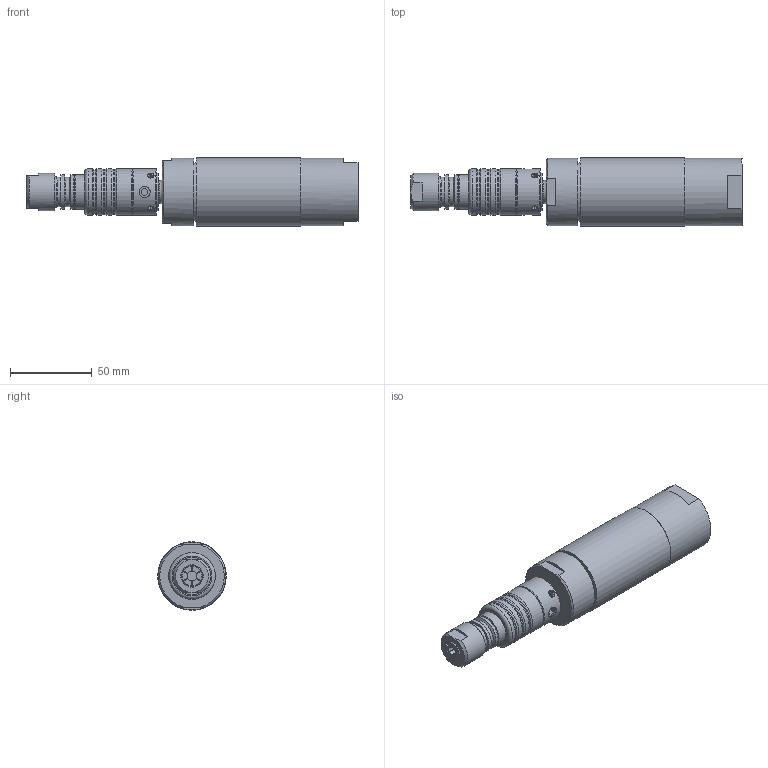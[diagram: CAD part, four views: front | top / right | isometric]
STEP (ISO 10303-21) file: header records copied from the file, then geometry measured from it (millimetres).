
FILE_DESCRIPTION(/* description */ (''),/* implementation_level */ '2;1');
FILE_NAME(/* name */ 'EBMU 23-4000 WS_ 60038547.stp',/* time_stamp */ '2014-09-05T13:02:08+02:00',/* author */ ('tpeskos'),/* organization */ (''),/* preprocessor_version */ 'ST-DEVELOPER v15.2',/* originating_system */ 'Autodesk Inventor 2014',/* authorisation */ '');
FILE_SCHEMA (('AUTOMOTIVE_DESIGN { 1 0 10303 214 3 1 1 }'));
Length unit declared in the file: millimetre
Products named in the file (1): EBMU 23-4000 WS_ 60038547
Bounding box: 203.39 x 41.89 x 41.89 mm (x, y, z)
Volume: 196242.5 mm3; surface area: 33740.3 mm2
Topology: 1 solids, 6 shells, 365 faces, 995 edges, 645 vertices
Faces by surface type: plane 208, cylinder 79, cone 60, torus 11, bspline 7
Full cylindrical faces by diameter (mm): 4.2 x4, 6 x2, 6.8 x2, 10.5 x1, 11.445 x3, 14 x1, 14.95 x1, 16 x1, 17.8 x1, 17.917 x1, 18 x1, 19 x2, 21 x3, 23 x3, 27.452 x4, 28.4 x4, 28.6 x1, 36 x1, 41.5 x2, 42 x1
Entity records: 11553 total; most frequent: CARTESIAN_POINT 2630, ORIENTED_EDGE 1768, DIRECTION 1704, EDGE_CURVE 884, AXIS2_PLACEMENT_3D 631, VERTEX_POINT 606, EDGE_LOOP 478, LINE 442
